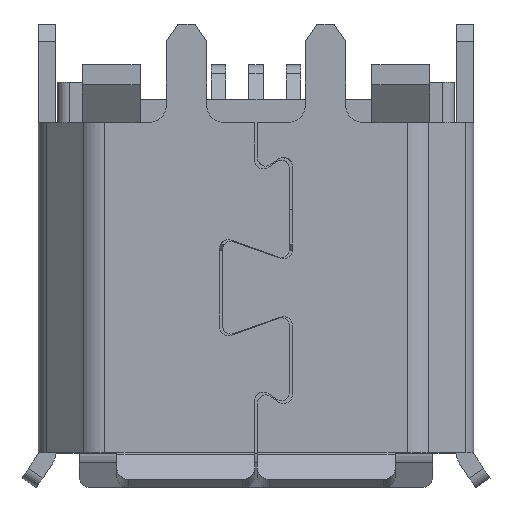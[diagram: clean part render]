
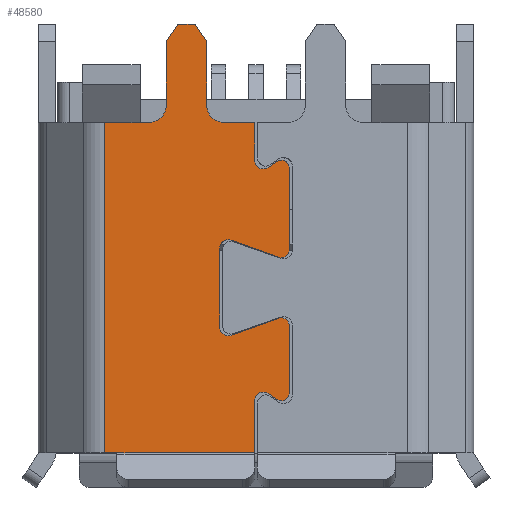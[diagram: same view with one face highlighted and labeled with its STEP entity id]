
A CAD part, top view. The second image highlights one B-rep face of the part: STEP entity #48580.
In plain terms, the highlighted planar face has unit normal (0, 0, 1).
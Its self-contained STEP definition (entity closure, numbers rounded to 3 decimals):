
#13210=CARTESIAN_POINT('',(-2.4,-2.85,2.5));
#13220=VERTEX_POINT('',#13210);
#16780=CARTESIAN_POINT('',(-0.625,-0.68,2.5));
#16790=VERTEX_POINT('',#16780);
#16970=CARTESIAN_POINT('',(-0.424,-0.821,2.5));
#16980=VERTEX_POINT('',#16970);
#17010=CARTESIAN_POINT('',(-0.475,-0.68,2.5));
#17020=DIRECTION('',(0.,-0.,1.));
#17030=DIRECTION('',(1.,0.,0.));
#17040=AXIS2_PLACEMENT_3D('',#17010,#17020,#17030);
#17050=CIRCLE('',#17040,0.15);
#17060=EDGE_CURVE('',#16790,#16980,#17050,.T.);
#18130=CARTESIAN_POINT('',(-0.55,3.15,2.5));
#18140=DIRECTION('',(0.,-0.,1.));
#18150=DIRECTION('',(1.,0.,0.));
#18160=AXIS2_PLACEMENT_3D('',#18130,#18140,#18150);
#18170=CIRCLE('',#18160,0.3);
#18180=CARTESIAN_POINT('',(-0.85,3.15,2.5));
#18190=VERTEX_POINT('',#18180);
#18200=CARTESIAN_POINT('',(-0.55,2.85,2.5));
#18210=VERTEX_POINT('',#18200);
#18220=EDGE_CURVE('',#18190,#18210,#18170,.T.);
#18780=CARTESIAN_POINT('',(-2.616,-2.85,2.5));
#18790=VERTEX_POINT('',#18780);
#18820=CARTESIAN_POINT('',(-0.46,-2.85,2.5));
#18830=DIRECTION('',(-1.,0.,0.));
#18840=VECTOR('',#18830,1.);
#18850=LINE('',#18820,#18840);
#18860=EDGE_CURVE('',#13220,#18790,#18850,.T.);
#22000=CARTESIAN_POINT('',(-2.,2.85,2.5));
#22010=VERTEX_POINT('',#22000);
#22180=CARTESIAN_POINT('',(-1.85,2.85,2.5));
#22190=VERTEX_POINT('',#22180);
#22220=CARTESIAN_POINT('',(-0.46,2.85,2.5));
#22230=DIRECTION('',(-1.,0.,-0.));
#22240=VECTOR('',#22230,1.);
#22250=LINE('',#22220,#22240);
#22260=EDGE_CURVE('',#22190,#22010,#22250,.T.);
#22360=CARTESIAN_POINT('',(-1.85,3.15,2.5));
#22370=DIRECTION('',(0.,0.,-1.));
#22380=DIRECTION('',(-1.,0.,0.));
#22390=AXIS2_PLACEMENT_3D('',#22360,#22370,#22380);
#22400=CIRCLE('',#22390,0.3);
#22410=CARTESIAN_POINT('',(-1.55,3.15,2.5));
#22420=VERTEX_POINT('',#22410);
#22430=EDGE_CURVE('',#22420,#22190,#22400,.T.);
#22690=CARTESIAN_POINT('',(0.575,2.85,2.5));
#22700=DIRECTION('',(0.,-1.,0.));
#22710=VECTOR('',#22700,1.);
#22720=LINE('',#22690,#22710);
#22730=CARTESIAN_POINT('',(0.575,2.06,2.5));
#22740=VERTEX_POINT('',#22730);
#22750=CARTESIAN_POINT('',(0.575,0.66,2.5));
#22760=VERTEX_POINT('',#22750);
#22770=EDGE_CURVE('',#22740,#22760,#22720,.T.);
#24110=CARTESIAN_POINT('',(-0.85,2.85,2.5));
#24120=DIRECTION('',(0.,-1.,0.));
#24130=VECTOR('',#24120,1.);
#24140=LINE('',#24110,#24130);
#24150=CARTESIAN_POINT('',(-0.85,4.25,2.5));
#24160=VERTEX_POINT('',#24150);
#24170=EDGE_CURVE('',#24160,#18190,#24140,.T.);
#24500=CARTESIAN_POINT('',(-0.46,1.621,2.5));
#24510=DIRECTION('',(0.827,0.562,0.));
#24520=VECTOR('',#24510,1.);
#24530=LINE('',#24500,#24520);
#24540=CARTESIAN_POINT('',(0.209,2.076,2.5));
#24550=VERTEX_POINT('',#24540);
#24560=CARTESIAN_POINT('',(0.356,2.176,2.5));
#24570=VERTEX_POINT('',#24560);
#24580=EDGE_CURVE('',#24550,#24570,#24530,.T.);
#24940=CARTESIAN_POINT('',(-0.025,2.2,2.5));
#24950=VERTEX_POINT('',#24940);
#25000=CARTESIAN_POINT('',(-0.025,2.85,2.5));
#25010=DIRECTION('',(0.,-1.,0.));
#25020=VECTOR('',#25010,1.);
#25030=LINE('',#25000,#25020);
#25040=CARTESIAN_POINT('',(-0.025,2.85,2.5));
#25050=VERTEX_POINT('',#25040);
#25060=EDGE_CURVE('',#25050,#24950,#25030,.T.);
#25340=CARTESIAN_POINT('',(-1.05,4.55,2.5));
#25350=VERTEX_POINT('',#25340);
#25470=CARTESIAN_POINT('',(0.083,2.85,2.5));
#25480=DIRECTION('',(0.555,-0.832,0.));
#25490=VECTOR('',#25480,1.);
#25500=LINE('',#25470,#25490);
#25510=EDGE_CURVE('',#25350,#24160,#25500,.T.);
#25700=CARTESIAN_POINT('',(0.125,2.2,2.5));
#25710=DIRECTION('',(0.,-0.,1.));
#25720=DIRECTION('',(1.,0.,0.));
#25730=AXIS2_PLACEMENT_3D('',#25700,#25710,#25720);
#25740=CIRCLE('',#25730,0.15);
#25750=EDGE_CURVE('',#24950,#24550,#25740,.T.);
#30550=CARTESIAN_POINT('',(-1.55,4.25,2.5));
#30560=VERTEX_POINT('',#30550);
#30590=CARTESIAN_POINT('',(-1.55,2.85,2.5));
#30600=DIRECTION('',(0.,-1.,0.));
#30610=VECTOR('',#30600,1.);
#30620=LINE('',#30590,#30610);
#30630=EDGE_CURVE('',#30560,#22420,#30620,.T.);
#33170=CARTESIAN_POINT('',(-1.35,4.55,2.5));
#33180=VERTEX_POINT('',#33170);
#33210=CARTESIAN_POINT('',(-2.483,2.85,2.5));
#33220=DIRECTION('',(-0.555,-0.832,0.));
#33230=VECTOR('',#33220,1.);
#33240=LINE('',#33210,#33230);
#33250=EDGE_CURVE('',#33180,#30560,#33240,.T.);
#33430=CARTESIAN_POINT('',(-0.46,4.55,2.5));
#33440=DIRECTION('',(-1.,0.,-0.));
#33450=VECTOR('',#33440,1.);
#33460=LINE('',#33430,#33450);
#33470=EDGE_CURVE('',#25350,#33180,#33460,.T.);
#34960=CARTESIAN_POINT('',(0.435,2.06,2.5));
#34970=DIRECTION('',(0.,-0.,1.));
#34980=DIRECTION('',(1.,0.,0.));
#34990=AXIS2_PLACEMENT_3D('',#34960,#34970,#34980);
#35000=CIRCLE('',#34990,0.14);
#35010=EDGE_CURVE('',#22740,#24570,#35000,.T.);
#35350=CARTESIAN_POINT('',(-0.46,2.85,2.5));
#35360=DIRECTION('',(-1.,0.,0.));
#35370=VECTOR('',#35360,1.);
#35380=LINE('',#35350,#35370);
#35390=CARTESIAN_POINT('',(-2.616,2.85,2.5));
#35400=VERTEX_POINT('',#35390);
#35410=EDGE_CURVE('',#22010,#35400,#35380,.T.);
#36350=CARTESIAN_POINT('',(-2.4,-2.85,2.5));
#36360=DIRECTION('',(1.,0.,0.));
#36370=VECTOR('',#36360,1.);
#36380=LINE('',#36350,#36370);
#36390=CARTESIAN_POINT('',(-0.025,-2.85,2.5));
#36400=VERTEX_POINT('',#36390);
#36410=EDGE_CURVE('',#13220,#36400,#36380,.T.);
#40200=CARTESIAN_POINT('',(0.209,-1.826,2.5));
#40210=VERTEX_POINT('',#40200);
#40390=CARTESIAN_POINT('',(-0.025,-1.95,2.5));
#40400=VERTEX_POINT('',#40390);
#40430=CARTESIAN_POINT('',(0.125,-1.95,2.5));
#40440=DIRECTION('',(0.,-0.,1.));
#40450=DIRECTION('',(1.,0.,0.));
#40460=AXIS2_PLACEMENT_3D('',#40430,#40440,#40450);
#40470=CIRCLE('',#40460,0.15);
#40480=EDGE_CURVE('',#40210,#40400,#40470,.T.);
#41040=CARTESIAN_POINT('',(0.575,-0.66,2.5));
#41050=VERTEX_POINT('',#41040);
#41100=CARTESIAN_POINT('',(0.435,-0.66,2.5));
#41110=DIRECTION('',(0.,-0.,1.));
#41120=DIRECTION('',(1.,0.,0.));
#41130=AXIS2_PLACEMENT_3D('',#41100,#41110,#41120);
#41140=CIRCLE('',#41130,0.14);
#41150=CARTESIAN_POINT('',(0.387,-0.528,2.5));
#41160=VERTEX_POINT('',#41150);
#41170=EDGE_CURVE('',#41050,#41160,#41140,.T.);
#42230=CARTESIAN_POINT('',(-0.46,-0.834,2.5));
#42240=DIRECTION('',(0.941,0.339,0.));
#42250=VECTOR('',#42240,1.);
#42260=LINE('',#42230,#42250);
#42270=EDGE_CURVE('',#16980,#41160,#42260,.T.);
#42800=CARTESIAN_POINT('',(-2.616,2.85,2.5));
#42810=DIRECTION('',(0.,-1.,0.));
#42820=VECTOR('',#42810,1.);
#42830=LINE('',#42800,#42820);
#42840=EDGE_CURVE('',#35400,#18790,#42830,.T.);
#43180=CARTESIAN_POINT('',(0.575,2.85,2.5));
#43190=DIRECTION('',(0.,-1.,0.));
#43200=VECTOR('',#43190,1.);
#43210=LINE('',#43180,#43200);
#43220=CARTESIAN_POINT('',(0.575,-1.81,2.5));
#43230=VERTEX_POINT('',#43220);
#43240=EDGE_CURVE('',#41050,#43230,#43210,.T.);
#43490=CARTESIAN_POINT('',(-0.46,0.834,2.5));
#43500=DIRECTION('',(-0.941,0.339,-0.));
#43510=VECTOR('',#43500,1.);
#43520=LINE('',#43490,#43510);
#43530=CARTESIAN_POINT('',(0.387,0.528,2.5));
#43540=VERTEX_POINT('',#43530);
#43550=CARTESIAN_POINT('',(-0.424,0.821,2.5));
#43560=VERTEX_POINT('',#43550);
#43570=EDGE_CURVE('',#43540,#43560,#43520,.T.);
#43880=CARTESIAN_POINT('',(-0.46,-1.371,2.5));
#43890=DIRECTION('',(-0.827,0.562,-0.));
#43900=VECTOR('',#43890,1.);
#43910=LINE('',#43880,#43900);
#43920=CARTESIAN_POINT('',(0.356,-1.926,2.5));
#43930=VERTEX_POINT('',#43920);
#43940=EDGE_CURVE('',#43930,#40210,#43910,.T.);
#45660=CARTESIAN_POINT('',(0.435,-1.81,2.5));
#45670=DIRECTION('',(0.,-0.,1.));
#45680=DIRECTION('',(1.,0.,0.));
#45690=AXIS2_PLACEMENT_3D('',#45660,#45670,#45680);
#45700=CIRCLE('',#45690,0.14);
#45710=EDGE_CURVE('',#43930,#43230,#45700,.T.);
#46390=CARTESIAN_POINT('',(-0.025,2.85,2.5));
#46400=DIRECTION('',(0.,-1.,0.));
#46410=VECTOR('',#46400,1.);
#46420=LINE('',#46390,#46410);
#46430=EDGE_CURVE('',#40400,#36400,#46420,.T.);
#46720=CARTESIAN_POINT('',(-0.625,2.85,2.5));
#46730=DIRECTION('',(0.,-1.,0.));
#46740=VECTOR('',#46730,1.);
#46750=LINE('',#46720,#46740);
#46760=CARTESIAN_POINT('',(-0.625,0.68,2.5));
#46770=VERTEX_POINT('',#46760);
#46780=EDGE_CURVE('',#46770,#16790,#46750,.T.);
#48040=CARTESIAN_POINT('',(-2.695,-3.035,2.5));
#48050=DIRECTION('',(0.,-0.,1.));
#48060=DIRECTION('',(1.,0.,0.));
#48070=AXIS2_PLACEMENT_3D('',#48040,#48050,#48060);
#48080=PLANE('',#48070);
#48090=CARTESIAN_POINT('',(-0.475,0.68,2.5));
#48100=DIRECTION('',(0.,-0.,1.));
#48110=DIRECTION('',(1.,0.,0.));
#48120=AXIS2_PLACEMENT_3D('',#48090,#48100,#48110);
#48130=CIRCLE('',#48120,0.15);
#48140=EDGE_CURVE('',#43560,#46770,#48130,.T.);
#48150=ORIENTED_EDGE('',*,*,#48140,.F.);
#48160=ORIENTED_EDGE('',*,*,#46780,.F.);
#48170=ORIENTED_EDGE('',*,*,#17060,.F.);
#48180=ORIENTED_EDGE('',*,*,#42270,.F.);
#48190=ORIENTED_EDGE('',*,*,#41170,.T.);
#48200=ORIENTED_EDGE('',*,*,#43240,.F.);
#48210=ORIENTED_EDGE('',*,*,#45710,.T.);
#48220=ORIENTED_EDGE('',*,*,#43940,.F.);
#48230=ORIENTED_EDGE('',*,*,#40480,.F.);
#48240=ORIENTED_EDGE('',*,*,#46430,.F.);
#48250=ORIENTED_EDGE('',*,*,#36410,.T.);
#48260=ORIENTED_EDGE('',*,*,#18860,.F.);
#48270=ORIENTED_EDGE('',*,*,#42840,.T.);
#48280=ORIENTED_EDGE('',*,*,#35410,.T.);
#48290=ORIENTED_EDGE('',*,*,#22260,.T.);
#48300=ORIENTED_EDGE('',*,*,#22430,.T.);
#48310=ORIENTED_EDGE('',*,*,#30630,.T.);
#48320=ORIENTED_EDGE('',*,*,#33250,.T.);
#48330=ORIENTED_EDGE('',*,*,#33470,.T.);
#48340=ORIENTED_EDGE('',*,*,#25510,.F.);
#48350=ORIENTED_EDGE('',*,*,#24170,.F.);
#48360=ORIENTED_EDGE('',*,*,#18220,.F.);
#48370=CARTESIAN_POINT('',(-0.46,2.85,2.5));
#48380=DIRECTION('',(-1.,0.,0.));
#48390=VECTOR('',#48380,1.);
#48400=LINE('',#48370,#48390);
#48410=EDGE_CURVE('',#25050,#18210,#48400,.T.);
#48420=ORIENTED_EDGE('',*,*,#48410,.T.);
#48430=ORIENTED_EDGE('',*,*,#25060,.F.);
#48440=ORIENTED_EDGE('',*,*,#25750,.F.);
#48450=ORIENTED_EDGE('',*,*,#24580,.F.);
#48460=ORIENTED_EDGE('',*,*,#35010,.T.);
#48470=ORIENTED_EDGE('',*,*,#22770,.F.);
#48480=CARTESIAN_POINT('',(0.435,0.66,2.5));
#48490=DIRECTION('',(0.,-0.,1.));
#48500=DIRECTION('',(1.,0.,0.));
#48510=AXIS2_PLACEMENT_3D('',#48480,#48490,#48500);
#48520=CIRCLE('',#48510,0.14);
#48530=EDGE_CURVE('',#43540,#22760,#48520,.T.);
#48540=ORIENTED_EDGE('',*,*,#48530,.T.);
#48550=ORIENTED_EDGE('',*,*,#43570,.F.);
#48560=EDGE_LOOP('',(#48550,#48540,#48470,#48460,#48450,#48440,#48430,
#48420,#48360,#48350,#48340,#48330,#48320,#48310,#48300,#48290,#48280,
#48270,#48260,#48250,#48240,#48230,#48220,#48210,#48200,#48190,#48180,
#48170,#48160,#48150));
#48570=FACE_OUTER_BOUND('',#48560,.T.);
#48580=ADVANCED_FACE('',(#48570),#48080,.T.);
